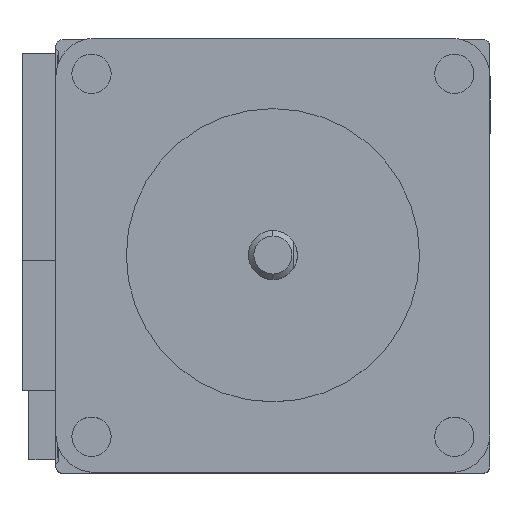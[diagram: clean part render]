
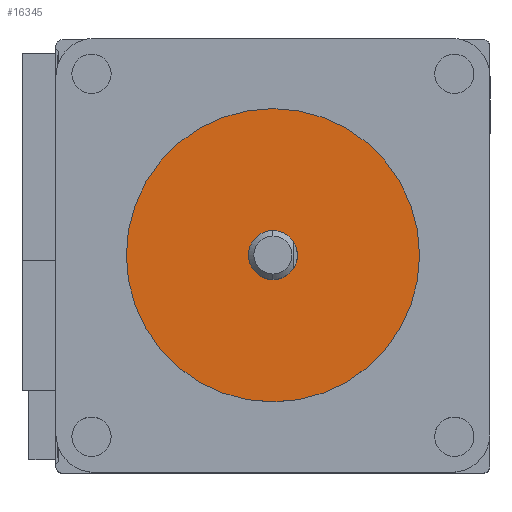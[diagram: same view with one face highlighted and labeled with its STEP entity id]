
A CAD part, top view. The second image highlights one B-rep face of the part: STEP entity #16345.
In plain terms, the highlighted planar face has unit normal (0, 0, 1).
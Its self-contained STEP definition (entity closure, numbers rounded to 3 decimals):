
#934 = ORIENTED_EDGE ( 'NONE', *, *, #43941, .T. ) ;
#2670 = CARTESIAN_POINT ( 'NONE',  ( 0., 0., 7.6 ) ) ;
#7611 = DIRECTION ( 'NONE',  ( 0., 1., 0. ) ) ;
#7677 = EDGE_CURVE ( 'NONE', #52613, #22909, #55306, .T. ) ;
#9620 = PLANE ( 'NONE',  #22010 ) ;
#12083 = AXIS2_PLACEMENT_3D ( 'NONE', #27367, #61731, #32299 ) ;
#13614 = FACE_OUTER_BOUND ( 'NONE', #49146, .T. ) ;
#14583 = DIRECTION ( 'NONE',  ( 0., 1., 0. ) ) ;
#16345 = ADVANCED_FACE ( 'NONE', ( #13614 ), #9620, .T. ) ;
#19869 = CARTESIAN_POINT ( 'NONE',  ( 0., -19.05, 7.6 ) ) ;
#22010 = AXIS2_PLACEMENT_3D ( 'NONE', #39099, #44063, #14583 ) ;
#22909 = VERTEX_POINT ( 'NONE', #57475 ) ;
#24778 = AXIS2_PLACEMENT_3D ( 'NONE', #2670, #37133, #7611 ) ;
#27367 = CARTESIAN_POINT ( 'NONE',  ( 0., 0., 7.6 ) ) ;
#27957 = ORIENTED_EDGE ( 'NONE', *, *, #7677, .T. ) ;
#32299 = DIRECTION ( 'NONE',  ( 0., 1., 0. ) ) ;
#37133 = DIRECTION ( 'NONE',  ( 0., 0., 1. ) ) ;
#39099 = CARTESIAN_POINT ( 'NONE',  ( 0., 0., 7.6 ) ) ;
#43941 = EDGE_CURVE ( 'NONE', #22909, #52613, #55791, .T. ) ;
#44063 = DIRECTION ( 'NONE',  ( 0., 0., 1. ) ) ;
#49146 = EDGE_LOOP ( 'NONE', ( #27957, #934 ) ) ;
#52613 = VERTEX_POINT ( 'NONE', #19869 ) ;
#55306 = CIRCLE ( 'NONE', #12083, 19.05 ) ;
#55791 = CIRCLE ( 'NONE', #24778, 19.05 ) ;
#57475 = CARTESIAN_POINT ( 'NONE',  ( 0., 19.05, 7.6 ) ) ;
#61731 = DIRECTION ( 'NONE',  ( 0., 0., 1. ) ) ;
